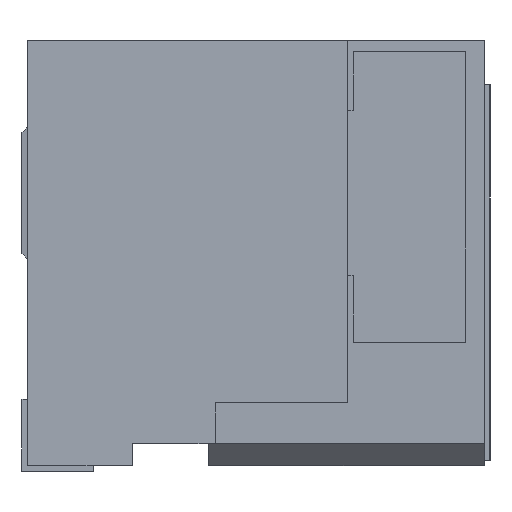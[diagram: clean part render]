
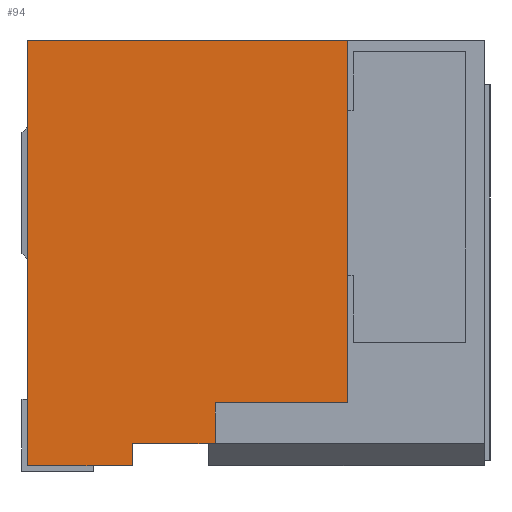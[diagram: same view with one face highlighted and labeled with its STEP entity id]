
A CAD part, left-side view. The second image highlights one B-rep face of the part: STEP entity #94.
In plain terms, the highlighted planar face has unit normal (-1, 0, 0).
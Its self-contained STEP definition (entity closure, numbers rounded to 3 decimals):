
#94=ADVANCED_FACE('',(#475),#291,.T.);
#291=PLANE('',#3954);
#475=FACE_OUTER_BOUND('',#679,.T.);
#679=EDGE_LOOP('',(#1029,#1030,#1031,#1032,#1033,#1034,#1035,#1036));
#1029=ORIENTED_EDGE('',*,*,#2486,.T.);
#1030=ORIENTED_EDGE('',*,*,#2487,.T.);
#1031=ORIENTED_EDGE('',*,*,#2341,.T.);
#1032=ORIENTED_EDGE('',*,*,#2488,.F.);
#1033=ORIENTED_EDGE('',*,*,#2489,.F.);
#1034=ORIENTED_EDGE('',*,*,#2490,.T.);
#1035=ORIENTED_EDGE('',*,*,#2480,.T.);
#1036=ORIENTED_EDGE('',*,*,#2491,.T.);
#1975=VERTEX_POINT('',#5137);
#1976=VERTEX_POINT('',#5139);
#2107=VERTEX_POINT('',#5413);
#2108=VERTEX_POINT('',#5415);
#2113=VERTEX_POINT('',#5427);
#2114=VERTEX_POINT('',#5428);
#2115=VERTEX_POINT('',#5431);
#2116=VERTEX_POINT('',#5433);
#2341=EDGE_CURVE('',#1976,#1975,#2890,.T.);
#2480=EDGE_CURVE('',#2108,#2107,#3025,.T.);
#2486=EDGE_CURVE('',#2113,#2114,#3031,.T.);
#2487=EDGE_CURVE('',#2114,#1976,#3032,.T.);
#2488=EDGE_CURVE('',#2115,#1975,#3033,.T.);
#2489=EDGE_CURVE('',#2116,#2115,#3034,.T.);
#2490=EDGE_CURVE('',#2116,#2108,#3035,.T.);
#2491=EDGE_CURVE('',#2107,#2113,#3036,.T.);
#2890=LINE('',#5138,#3419);
#3025=LINE('',#5414,#3554);
#3031=LINE('',#5426,#3560);
#3032=LINE('',#5429,#3561);
#3033=LINE('',#5430,#3562);
#3034=LINE('',#5432,#3563);
#3035=LINE('',#5434,#3564);
#3036=LINE('',#5435,#3565);
#3419=VECTOR('',#4168,1.);
#3554=VECTOR('',#4321,1.);
#3560=VECTOR('',#4329,1.);
#3561=VECTOR('',#4330,1.);
#3562=VECTOR('',#4331,1.);
#3563=VECTOR('',#4332,1.);
#3564=VECTOR('',#4333,1.);
#3565=VECTOR('',#4334,1.);
#3954=AXIS2_PLACEMENT_3D('',#5436,#4335,#4336);
#4168=DIRECTION('',(0.,1.,0.));
#4321=DIRECTION('',(0.,-1.,0.));
#4329=DIRECTION('',(0.,-1.,0.));
#4330=DIRECTION('',(0.,0.,1.));
#4331=DIRECTION('',(0.,0.,1.));
#4332=DIRECTION('',(0.,1.,0.));
#4333=DIRECTION('',(0.,0.,1.));
#4334=DIRECTION('',(0.,0.,1.));
#4335=DIRECTION('',(-1.,0.,0.));
#4336=DIRECTION('',(0.,0.,1.));
#5137=CARTESIAN_POINT('',(-8.5,8.45,3.335));
#5138=CARTESIAN_POINT('',(-8.5,8.45,3.335));
#5139=CARTESIAN_POINT('',(-8.5,5.55,3.335));
#5413=CARTESIAN_POINT('',(-8.5,6.75,-0.315));
#5414=CARTESIAN_POINT('',(-8.5,7.5,-0.315));
#5415=CARTESIAN_POINT('',(-8.5,7.5,-0.315));
#5426=CARTESIAN_POINT('',(-8.5,6.75,0.055));
#5427=CARTESIAN_POINT('',(-8.5,6.75,0.055));
#5428=CARTESIAN_POINT('',(-8.5,5.55,0.055));
#5429=CARTESIAN_POINT('',(-8.5,5.55,0.055));
#5430=CARTESIAN_POINT('',(-8.5,8.45,3.335));
#5431=CARTESIAN_POINT('',(-8.5,8.45,-0.515));
#5432=CARTESIAN_POINT('',(-8.5,8.45,-0.515));
#5433=CARTESIAN_POINT('',(-8.5,7.5,-0.515));
#5434=CARTESIAN_POINT('',(-8.5,7.5,-0.515));
#5435=CARTESIAN_POINT('',(-8.5,6.75,-0.315));
#5436=CARTESIAN_POINT('',(-8.5,8.45,3.335));
